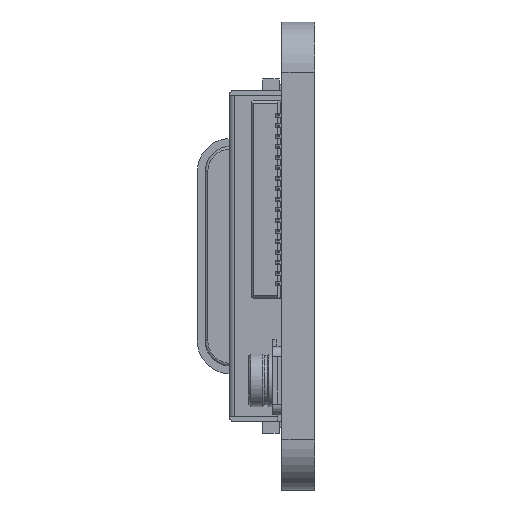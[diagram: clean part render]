
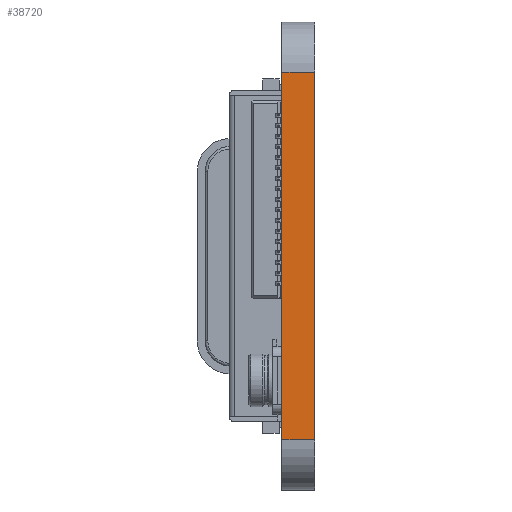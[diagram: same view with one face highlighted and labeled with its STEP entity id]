
A CAD part, left-side view. The second image highlights one B-rep face of the part: STEP entity #38720.
In plain terms, the highlighted planar face has unit normal (-1, 0, 0).
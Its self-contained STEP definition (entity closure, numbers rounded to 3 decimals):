
#33234 = VERTEX_POINT('',#33235);
#33235 = CARTESIAN_POINT('',(-8.673,1.,
    -13.096));
#33242 = EDGE_CURVE('',#33234,#33243,#33245,.T.);
#33243 = VERTEX_POINT('',#33244);
#33244 = CARTESIAN_POINT('',(-8.673,1.,
    0.874));
#33245 = LINE('',#33246,#33247);
#33246 = CARTESIAN_POINT('',(-8.673,1.,
    -13.096));
#33247 = VECTOR('',#33248,1.);
#33248 = DIRECTION('',(0.,0.,1.));
#34386 = VERTEX_POINT('',#34387);
#34387 = CARTESIAN_POINT('',(-8.673,-0.25,
    0.874));
#34394 = EDGE_CURVE('',#34395,#34386,#34397,.T.);
#34395 = VERTEX_POINT('',#34396);
#34396 = CARTESIAN_POINT('',(-8.673,-0.25,
    -13.096));
#34397 = LINE('',#34398,#34399);
#34398 = CARTESIAN_POINT('',(-8.673,-0.25,
    -13.096));
#34399 = VECTOR('',#34400,1.);
#34400 = DIRECTION('',(0.,0.,1.));
#38707 = EDGE_CURVE('',#34395,#33234,#38708,.T.);
#38708 = LINE('',#38709,#38710);
#38709 = CARTESIAN_POINT('',(-8.673,0.,
    -13.096));
#38710 = VECTOR('',#38711,1.);
#38711 = DIRECTION('',(0.,1.,0.));
#38720 = ADVANCED_FACE('',(#38721),#38732,.T.);
#38721 = FACE_BOUND('',#38722,.T.);
#38722 = EDGE_LOOP('',(#38723,#38729,#38730,#38731));
#38723 = ORIENTED_EDGE('',*,*,#38724,.T.);
#38724 = EDGE_CURVE('',#34386,#33243,#38725,.T.);
#38725 = LINE('',#38726,#38727);
#38726 = CARTESIAN_POINT('',(-8.673,0.,
    0.874));
#38727 = VECTOR('',#38728,1.);
#38728 = DIRECTION('',(0.,1.,0.));
#38729 = ORIENTED_EDGE('',*,*,#33242,.F.);
#38730 = ORIENTED_EDGE('',*,*,#38707,.F.);
#38731 = ORIENTED_EDGE('',*,*,#34394,.T.);
#38732 = PLANE('',#38733);
#38733 = AXIS2_PLACEMENT_3D('',#38734,#38735,#38736);
#38734 = CARTESIAN_POINT('',(-8.673,0.,
    -13.096));
#38735 = DIRECTION('',(-1.,0.,0.));
#38736 = DIRECTION('',(0.,0.,1.));
